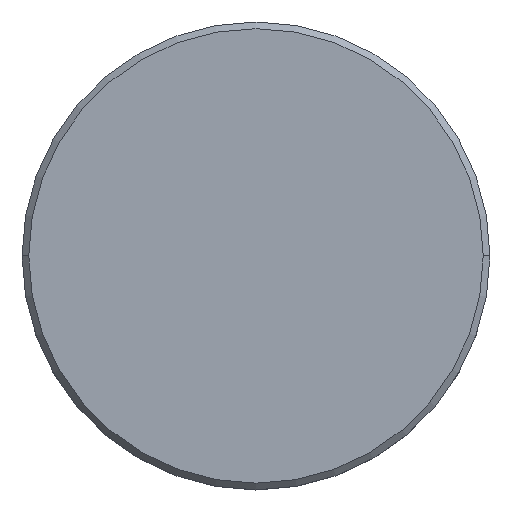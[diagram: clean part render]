
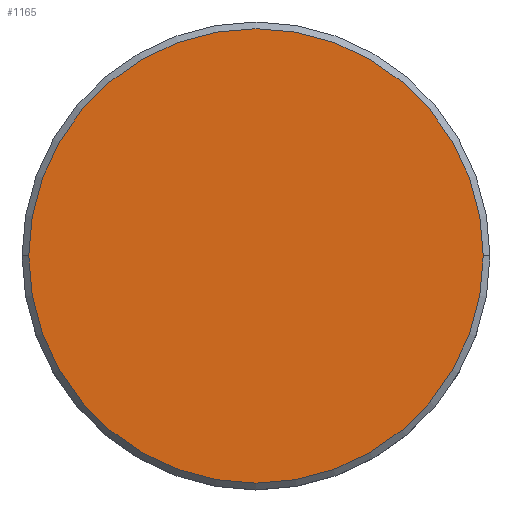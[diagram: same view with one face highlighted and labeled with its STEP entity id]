
A CAD part, top view. The second image highlights one B-rep face of the part: STEP entity #1165.
In plain terms, the highlighted planar face has unit normal (0, 0, 1).
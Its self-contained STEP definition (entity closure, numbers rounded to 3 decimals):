
#40 = AXIS2_PLACEMENT_3D ( 'NONE', #637, #837, #848 ) ;
#131 = ORIENTED_EDGE ( 'NONE', *, *, #451, .T. ) ;
#322 = CARTESIAN_POINT ( 'NONE',  ( 0., 0., 0. ) ) ;
#339 = PLANE ( 'NONE',  #761 ) ;
#388 = VERTEX_POINT ( 'NONE', #844 ) ;
#451 = EDGE_CURVE ( 'NONE', #486, #388, #895, .T. ) ;
#486 = VERTEX_POINT ( 'NONE', #879 ) ;
#576 = EDGE_LOOP ( 'NONE', ( #131, #650 ) ) ;
#637 = CARTESIAN_POINT ( 'NONE',  ( 0., 0., 0. ) ) ;
#650 = ORIENTED_EDGE ( 'NONE', *, *, #833, .T. ) ;
#690 = CARTESIAN_POINT ( 'NONE',  ( 0., 0., 0. ) ) ;
#699 = DIRECTION ( 'NONE',  ( 0., 0., 1. ) ) ;
#761 = AXIS2_PLACEMENT_3D ( 'NONE', #690, #979, #1167 ) ;
#833 = EDGE_CURVE ( 'NONE', #388, #486, #1028, .T. ) ;
#837 = DIRECTION ( 'NONE',  ( 0., 0., 1. ) ) ;
#844 = CARTESIAN_POINT ( 'NONE',  ( 17., 0., 0. ) ) ;
#848 = DIRECTION ( 'NONE',  ( 1., 0., 0. ) ) ;
#864 = DIRECTION ( 'NONE',  ( 1., 0., 0. ) ) ;
#879 = CARTESIAN_POINT ( 'NONE',  ( -17., 0., 0. ) ) ;
#895 = CIRCLE ( 'NONE', #40, 17. ) ;
#979 = DIRECTION ( 'NONE',  ( 0., 0., 1. ) ) ;
#1028 = CIRCLE ( 'NONE', #1180, 17. ) ;
#1152 = FACE_OUTER_BOUND ( 'NONE', #576, .T. ) ;
#1165 = ADVANCED_FACE ( 'NONE', ( #1152 ), #339, .T. ) ;
#1167 = DIRECTION ( 'NONE',  ( 1., 0., 0. ) ) ;
#1180 = AXIS2_PLACEMENT_3D ( 'NONE', #322, #699, #864 ) ;
